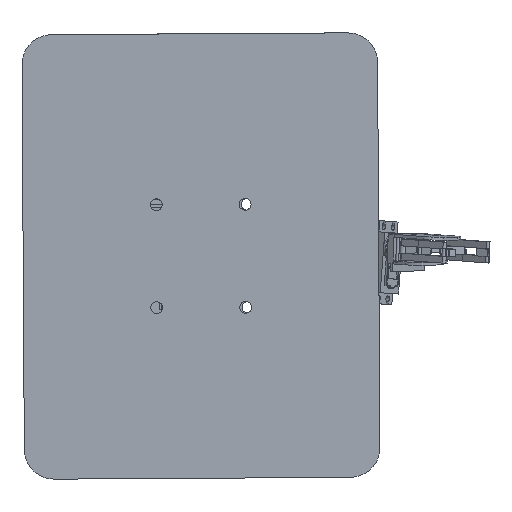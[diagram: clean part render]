
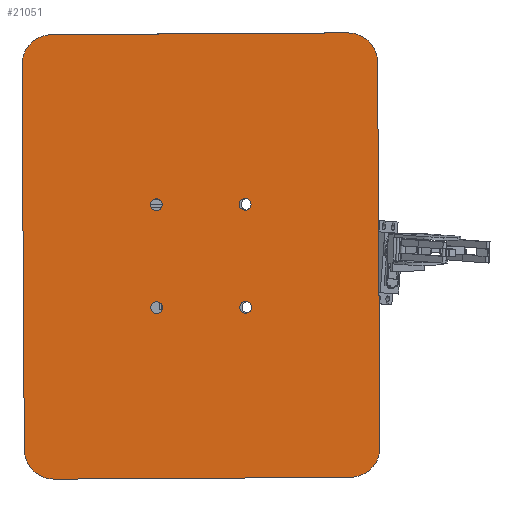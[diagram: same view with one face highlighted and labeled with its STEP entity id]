
A CAD part, front view. The second image highlights one B-rep face of the part: STEP entity #21051.
In plain terms, the highlighted face is planar.
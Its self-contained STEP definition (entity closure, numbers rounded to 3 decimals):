
#915=FACE_BOUND('',#4247,.T.);
#916=FACE_BOUND('',#4248,.T.);
#917=FACE_BOUND('',#4249,.T.);
#918=FACE_BOUND('',#4250,.T.);
#1573=PLANE('',#23312);
#2632=FACE_OUTER_BOUND('',#4246,.T.);
#4246=EDGE_LOOP('',(#19442,#19443,#19444,#19445,#19446,#19447,#19448,#19449));
#4247=EDGE_LOOP('',(#19450));
#4248=EDGE_LOOP('',(#19451));
#4249=EDGE_LOOP('',(#19452));
#4250=EDGE_LOOP('',(#19453));
#6258=LINE('',#35224,#8255);
#6259=LINE('',#35228,#8256);
#6260=LINE('',#35232,#8257);
#6261=LINE('',#35236,#8258);
#8255=VECTOR('',#29225,1000.);
#8256=VECTOR('',#29228,1000.);
#8257=VECTOR('',#29231,1000.);
#8258=VECTOR('',#29234,1000.);
#9092=CIRCLE('',#23296,4.);
#9094=CIRCLE('',#23299,4.);
#9096=CIRCLE('',#23302,4.);
#9098=CIRCLE('',#23305,4.);
#9104=CIRCLE('',#23313,20.);
#9105=CIRCLE('',#23314,20.);
#9106=CIRCLE('',#23315,20.);
#9107=CIRCLE('',#23316,20.);
#10954=VERTEX_POINT('',#35181);
#10956=VERTEX_POINT('',#35187);
#10958=VERTEX_POINT('',#35193);
#10960=VERTEX_POINT('',#35199);
#10970=VERTEX_POINT('',#35222);
#10971=VERTEX_POINT('',#35223);
#10972=VERTEX_POINT('',#35225);
#10973=VERTEX_POINT('',#35227);
#10974=VERTEX_POINT('',#35229);
#10975=VERTEX_POINT('',#35231);
#10976=VERTEX_POINT('',#35233);
#10977=VERTEX_POINT('',#35235);
#13784=EDGE_CURVE('',#10954,#10954,#9092,.T.);
#13787=EDGE_CURVE('',#10956,#10956,#9094,.T.);
#13790=EDGE_CURVE('',#10958,#10958,#9096,.T.);
#13793=EDGE_CURVE('',#10960,#10960,#9098,.T.);
#13804=EDGE_CURVE('',#10970,#10971,#6258,.T.);
#13805=EDGE_CURVE('',#10972,#10970,#9104,.T.);
#13806=EDGE_CURVE('',#10973,#10972,#6259,.T.);
#13807=EDGE_CURVE('',#10974,#10973,#9105,.T.);
#13808=EDGE_CURVE('',#10975,#10974,#6260,.T.);
#13809=EDGE_CURVE('',#10976,#10975,#9106,.T.);
#13810=EDGE_CURVE('',#10977,#10976,#6261,.T.);
#13811=EDGE_CURVE('',#10971,#10977,#9107,.T.);
#19442=ORIENTED_EDGE('',*,*,#13804,.F.);
#19443=ORIENTED_EDGE('',*,*,#13805,.F.);
#19444=ORIENTED_EDGE('',*,*,#13806,.F.);
#19445=ORIENTED_EDGE('',*,*,#13807,.F.);
#19446=ORIENTED_EDGE('',*,*,#13808,.F.);
#19447=ORIENTED_EDGE('',*,*,#13809,.F.);
#19448=ORIENTED_EDGE('',*,*,#13810,.F.);
#19449=ORIENTED_EDGE('',*,*,#13811,.F.);
#19450=ORIENTED_EDGE('',*,*,#13784,.T.);
#19451=ORIENTED_EDGE('',*,*,#13787,.T.);
#19452=ORIENTED_EDGE('',*,*,#13790,.T.);
#19453=ORIENTED_EDGE('',*,*,#13793,.T.);
#21051=ADVANCED_FACE('',(#2632,#915,#916,#917,#918),#1573,.F.);
#23296=AXIS2_PLACEMENT_3D('',#35182,#29183,#29184);
#23299=AXIS2_PLACEMENT_3D('',#35188,#29190,#29191);
#23302=AXIS2_PLACEMENT_3D('',#35194,#29197,#29198);
#23305=AXIS2_PLACEMENT_3D('',#35200,#29204,#29205);
#23312=AXIS2_PLACEMENT_3D('',#35221,#29223,#29224);
#23313=AXIS2_PLACEMENT_3D('',#35226,#29226,#29227);
#23314=AXIS2_PLACEMENT_3D('',#35230,#29229,#29230);
#23315=AXIS2_PLACEMENT_3D('',#35234,#29232,#29233);
#23316=AXIS2_PLACEMENT_3D('',#35237,#29235,#29236);
#29183=DIRECTION('center_axis',(0.,0.,1.));
#29184=DIRECTION('ref_axis',(1.,0.,0.));
#29190=DIRECTION('center_axis',(0.,0.,1.));
#29191=DIRECTION('ref_axis',(1.,0.,0.));
#29197=DIRECTION('center_axis',(0.,0.,1.));
#29198=DIRECTION('ref_axis',(1.,0.,0.));
#29204=DIRECTION('center_axis',(0.,0.,1.));
#29205=DIRECTION('ref_axis',(1.,0.,0.));
#29223=DIRECTION('center_axis',(0.,0.,1.));
#29224=DIRECTION('ref_axis',(1.,0.,0.));
#29225=DIRECTION('',(0.,1.,0.));
#29226=DIRECTION('center_axis',(0.,0.,1.));
#29227=DIRECTION('ref_axis',(1.,0.,0.));
#29228=DIRECTION('',(1.,0.,0.));
#29229=DIRECTION('center_axis',(0.,0.,1.));
#29230=DIRECTION('ref_axis',(1.,0.,0.));
#29231=DIRECTION('',(0.,-1.,0.));
#29232=DIRECTION('center_axis',(0.,0.,1.));
#29233=DIRECTION('ref_axis',(1.,0.,0.));
#29234=DIRECTION('',(-1.,0.,0.));
#29235=DIRECTION('center_axis',(0.,0.,1.));
#29236=DIRECTION('ref_axis',(1.,0.,0.));
#35181=CARTESIAN_POINT('',(30.75,30.,0.));
#35182=CARTESIAN_POINT('Origin',(34.75,30.,0.));
#35187=CARTESIAN_POINT('',(-30.75,30.,0.));
#35188=CARTESIAN_POINT('Origin',(-34.75,30.,0.));
#35193=CARTESIAN_POINT('',(30.75,-30.,0.));
#35194=CARTESIAN_POINT('Origin',(34.75,-30.,0.));
#35199=CARTESIAN_POINT('',(-30.75,-30.,0.));
#35200=CARTESIAN_POINT('Origin',(-34.75,-30.,0.));
#35221=CARTESIAN_POINT('Origin',(0.,0.,0.));
#35222=CARTESIAN_POINT('',(150.,-100.,0.));
#35223=CARTESIAN_POINT('',(150.,100.,0.));
#35224=CARTESIAN_POINT('',(150.,0.,0.));
#35225=CARTESIAN_POINT('',(130.,-120.,0.));
#35226=CARTESIAN_POINT('Origin',(130.,-100.,0.));
#35227=CARTESIAN_POINT('',(-130.,-120.,0.));
#35228=CARTESIAN_POINT('',(0.,-120.,0.));
#35229=CARTESIAN_POINT('',(-150.,-100.,0.));
#35230=CARTESIAN_POINT('Origin',(-130.,-100.,0.));
#35231=CARTESIAN_POINT('',(-150.,100.,0.));
#35232=CARTESIAN_POINT('',(-150.,0.,0.));
#35233=CARTESIAN_POINT('',(-130.,120.,0.));
#35234=CARTESIAN_POINT('Origin',(-130.,100.,0.));
#35235=CARTESIAN_POINT('',(130.,120.,0.));
#35236=CARTESIAN_POINT('',(0.,120.,0.));
#35237=CARTESIAN_POINT('Origin',(130.,100.,0.));
